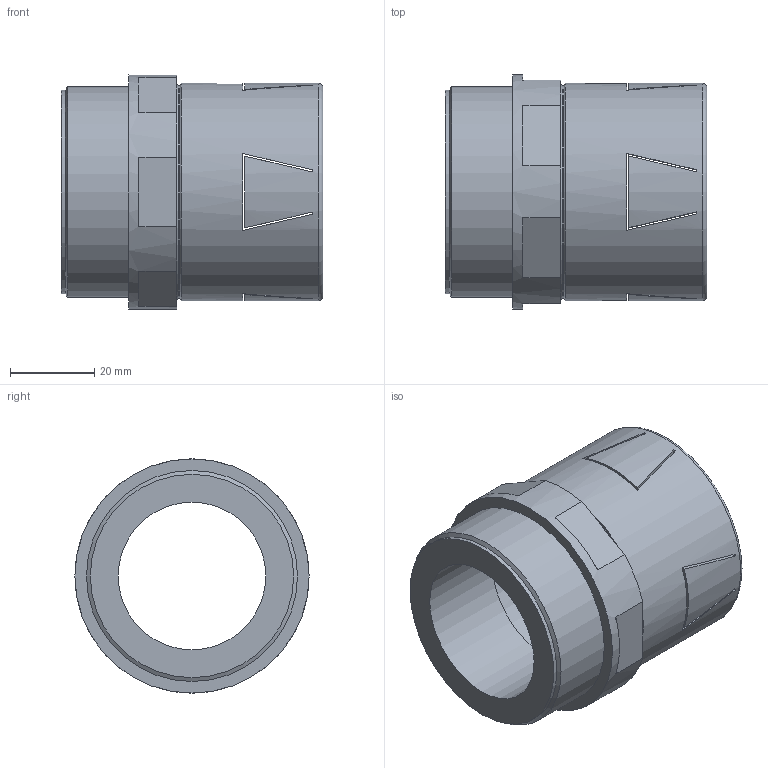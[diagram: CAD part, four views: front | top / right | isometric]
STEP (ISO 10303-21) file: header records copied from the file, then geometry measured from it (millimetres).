
FILE_DESCRIPTION( ( 'STEP AP203' ), '1' );
FILE_NAME( 'FLEXA RQLG1-M 5115.042.250.stp', '2020-03-24T13:20:25', ( 'License CC BY-ND 4.0' ), ( 'CADENAS' ), ' ', 'PARTsolutions', ' ' );
FILE_SCHEMA( ( 'CONFIG_CONTROL_DESIGN' ) );
Length unit declared in the file: millimetre
Products named in the file (1): _FLEXA RQLG1-M 5115.042.250
Bounding box: 62 x 55.5 x 55.5 mm (x, y, z)
Volume: 51194.5 mm3; surface area: 22484.3 mm2
Topology: 1 solids, 1 shells, 61 faces, 167 edges, 110 vertices
Faces by surface type: plane 50, cylinder 7, torus 3, cone 1
Full cylindrical faces by diameter (mm): 35 x1, 42.5 x1, 48.2 x1, 50 x1, 50.5 x1, 51.5 x1, 55.5 x1
Entity records: 1926 total; most frequent: DIRECTION 364, CARTESIAN_POINT 314, ORIENTED_EDGE 296, AXIS2_PLACEMENT_3D 154, EDGE_CURVE 148, VERTEX_POINT 104, EDGE_LOOP 86, FACE_OUTER_BOUND 71
